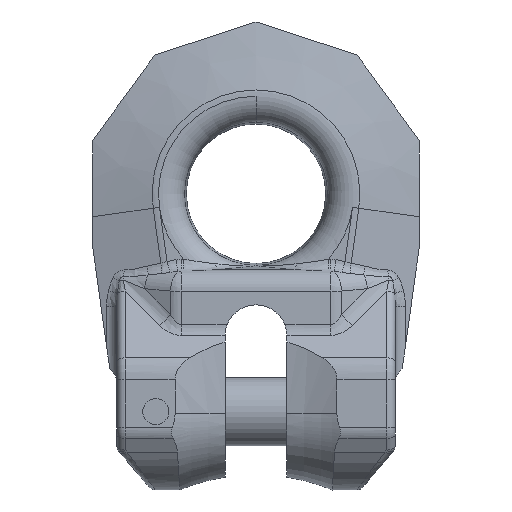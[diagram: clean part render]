
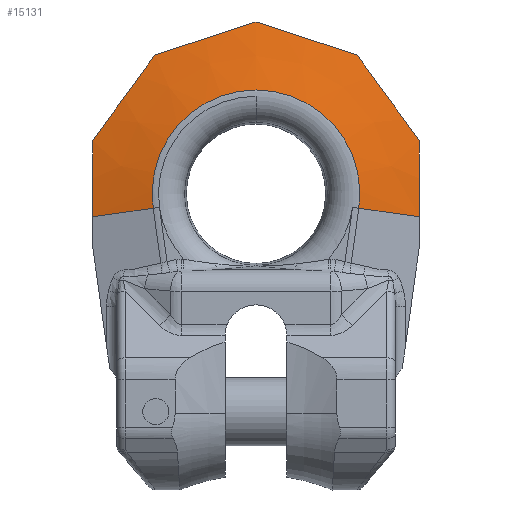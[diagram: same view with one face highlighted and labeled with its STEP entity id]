
A CAD part, front view. The second image highlights one B-rep face of the part: STEP entity #15131.
In plain terms, the highlighted conical face has half-angle 76 degrees and reference radius 31.633 mm.
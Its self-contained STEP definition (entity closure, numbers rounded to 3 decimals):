
#5898=DIRECTION('',(0.961,0.242,-0.135));
#5899=VECTOR('',#5898,14.463);
#5900=CARTESIAN_POINT('',(23.603,-8.072,46.683));
#5901=LINE('',#5900,#5899);
#5944=CARTESIAN_POINT('',(0.,-4.184,89.43));
#5945=CARTESIAN_POINT('',(1.284,-4.288,89.013));
#5946=CARTESIAN_POINT('',(3.853,-4.464,88.178));
#5947=CARTESIAN_POINT('',(7.711,-4.628,86.924));
#5948=CARTESIAN_POINT('',(11.588,-4.683,85.665));
#5949=CARTESIAN_POINT('',(15.466,-4.628,84.405));
#5950=CARTESIAN_POINT('',(19.323,-4.464,83.151));
#5951=CARTESIAN_POINT('',(21.893,-4.288,82.316));
#5952=CARTESIAN_POINT('',(23.176,-4.184,81.899));
#5954=CARTESIAN_POINT('',(23.176,-4.184,81.899));
#5955=CARTESIAN_POINT('',(23.97,-4.288,80.808));
#5956=CARTESIAN_POINT('',(25.558,-4.464,78.622));
#5957=CARTESIAN_POINT('',(27.942,-4.628,75.34));
#5958=CARTESIAN_POINT('',(30.338,-4.683,72.042));
#5959=CARTESIAN_POINT('',(32.735,-4.628,68.743));
#5960=CARTESIAN_POINT('',(35.119,-4.464,65.462));
#5961=CARTESIAN_POINT('',(36.707,-4.288,63.276));
#5962=CARTESIAN_POINT('',(37.5,-4.184,62.184));
#5964=CARTESIAN_POINT('',(37.5,-4.184,62.184));
#5965=CARTESIAN_POINT('',(37.5,-4.295,60.736));
#5966=CARTESIAN_POINT('',(37.5,-4.482,57.837));
#5967=CARTESIAN_POINT('',(37.5,-4.646,53.48));
#5968=CARTESIAN_POINT('',(37.5,-4.683,49.099));
#5969=CARTESIAN_POINT('',(37.5,-4.623,46.186));
#5970=CARTESIAN_POINT('',(37.5,-4.573,44.73));
#5972=CARTESIAN_POINT('',(0.,-8.072,50.));
#5973=DIRECTION('',(0.,1.,0.));
#5974=DIRECTION('',(-0.99,0.,-0.139));
#5975=AXIS2_PLACEMENT_3D('',#5972,#5973,#5974);
#5977=CARTESIAN_POINT('',(-37.5,-4.573,44.73));
#5978=CARTESIAN_POINT('',(-37.5,-4.623,46.186));
#5979=CARTESIAN_POINT('',(-37.5,-4.683,49.099));
#5980=CARTESIAN_POINT('',(-37.5,-4.646,53.48));
#5981=CARTESIAN_POINT('',(-37.5,-4.482,57.837));
#5982=CARTESIAN_POINT('',(-37.5,-4.295,60.737));
#5983=CARTESIAN_POINT('',(-37.5,-4.184,62.184));
#5985=CARTESIAN_POINT('',(-37.5,-4.184,62.184));
#5986=CARTESIAN_POINT('',(-36.707,-4.288,
63.276));
#5987=CARTESIAN_POINT('',(-35.119,-4.464,
65.462));
#5988=CARTESIAN_POINT('',(-32.734,-4.628,
68.744));
#5989=CARTESIAN_POINT('',(-30.338,-4.683,
72.042));
#5990=CARTESIAN_POINT('',(-27.942,-4.628,
75.34));
#5991=CARTESIAN_POINT('',(-25.558,-4.464,
78.622));
#5992=CARTESIAN_POINT('',(-23.969,-4.288,
80.808));
#5993=CARTESIAN_POINT('',(-23.176,-4.184,
81.899));
#5995=CARTESIAN_POINT('',(-23.176,-4.184,
81.899));
#5996=CARTESIAN_POINT('',(-21.893,-4.288,
82.316));
#5997=CARTESIAN_POINT('',(-19.323,-4.464,
83.151));
#5998=CARTESIAN_POINT('',(-15.465,-4.628,
84.405));
#5999=CARTESIAN_POINT('',(-11.588,-4.683,
85.665));
#6000=CARTESIAN_POINT('',(-7.711,-4.628,
86.925));
#6001=CARTESIAN_POINT('',(-3.853,-4.464,
88.178));
#6002=CARTESIAN_POINT('',(-1.283,-4.288,
89.013));
#6003=CARTESIAN_POINT('',(0.,-4.184,89.43));
#6017=DIRECTION('',(-0.961,0.242,-0.135));
#6018=VECTOR('',#6017,14.463);
#6019=CARTESIAN_POINT('',(-23.603,-8.072,
46.683));
#6020=LINE('',#6019,#6018);
#6542=CARTESIAN_POINT('',(23.603,-8.072,46.683));
#6544=VERTEX_POINT('',#6542);
#6547=CARTESIAN_POINT('',(-23.603,-8.072,
46.683));
#6548=VERTEX_POINT('',#6547);
#7027=VERTEX_POINT('',#5944);
#7028=VERTEX_POINT('',#5952);
#7029=VERTEX_POINT('',#5962);
#7030=VERTEX_POINT('',#5970);
#7031=VERTEX_POINT('',#5977);
#7032=VERTEX_POINT('',#5983);
#7033=VERTEX_POINT('',#5993);
#15114=CARTESIAN_POINT('',(0.,-6.128,50.));
#15115=DIRECTION('',(0.,1.,0.));
#15116=DIRECTION('',(0.,0.,-1.));
#15117=AXIS2_PLACEMENT_3D('',#15114,#15115,#15116);
#15118=CONICAL_SURFACE('',#15117,31.633,76.);
#15119=ORIENTED_EDGE('',*,*,#8773,.T.);
#15120=ORIENTED_EDGE('',*,*,#8758,.T.);
#15121=ORIENTED_EDGE('',*,*,#8743,.T.);
#15122=ORIENTED_EDGE('',*,*,#15099,.F.);
#15123=ORIENTED_EDGE('',*,*,#14123,.F.);
#15125=ORIENTED_EDGE('',*,*,#15124,.T.);
#15126=ORIENTED_EDGE('',*,*,#8820,.T.);
#15127=ORIENTED_EDGE('',*,*,#8803,.T.);
#15128=ORIENTED_EDGE('',*,*,#8788,.T.);
#15129=EDGE_LOOP('',(#15119,#15120,#15121,#15122,#15123,#15125,#15126,#15127,
#15128));
#15130=FACE_OUTER_BOUND('',#15129,.F.);
#15131=ADVANCED_FACE('',(#15130),#15118,.T.);
#5953=B_SPLINE_CURVE_WITH_KNOTS('',3,(#5944,#5945,#5946,#5947,#5948,#5949,#5950,
#5951,#5952),.UNSPECIFIED.,.F.,.F.,(4,1,1,1,1,1,4),(0.,0.167,
0.333,0.5,0.667,0.833,1.),
.UNSPECIFIED.);
#5963=B_SPLINE_CURVE_WITH_KNOTS('',3,(#5954,#5955,#5956,#5957,#5958,#5959,#5960,
#5961,#5962),.UNSPECIFIED.,.F.,.F.,(4,1,1,1,1,1,4),(0.,0.167,
0.333,0.5,0.667,0.833,1.),
.UNSPECIFIED.);
#5971=B_SPLINE_CURVE_WITH_KNOTS('',3,(#5964,#5965,#5966,#5967,#5968,#5969,
#5970),.UNSPECIFIED.,.F.,.F.,(4,1,1,1,4),(0.,0.25,0.5,0.75,1.),
.UNSPECIFIED.);
#5976=CIRCLE('',#5975,23.835);
#5984=B_SPLINE_CURVE_WITH_KNOTS('',3,(#5977,#5978,#5979,#5980,#5981,#5982,
#5983),.UNSPECIFIED.,.F.,.F.,(4,1,1,1,4),(0.,0.25,0.5,0.75,1.),
.UNSPECIFIED.);
#5994=B_SPLINE_CURVE_WITH_KNOTS('',3,(#5985,#5986,#5987,#5988,#5989,#5990,#5991,
#5992,#5993),.UNSPECIFIED.,.F.,.F.,(4,1,1,1,1,1,4),(0.,0.167,
0.333,0.5,0.667,0.833,1.),
.UNSPECIFIED.);
#6004=B_SPLINE_CURVE_WITH_KNOTS('',3,(#5995,#5996,#5997,#5998,#5999,#6000,#6001,
#6002,#6003),.UNSPECIFIED.,.F.,.F.,(4,1,1,1,1,1,4),(0.,0.167,
0.333,0.5,0.667,0.833,1.),
.UNSPECIFIED.);
#8743=EDGE_CURVE('',#7029,#7030,#5971,.T.);
#8758=EDGE_CURVE('',#7028,#7029,#5963,.T.);
#8773=EDGE_CURVE('',#7027,#7028,#5953,.T.);
#8788=EDGE_CURVE('',#7033,#7027,#6004,.T.);
#8803=EDGE_CURVE('',#7032,#7033,#5994,.T.);
#8820=EDGE_CURVE('',#7031,#7032,#5984,.T.);
#14123=EDGE_CURVE('',#6548,#6544,#5976,.T.);
#15099=EDGE_CURVE('',#6544,#7030,#5901,.T.);
#15124=EDGE_CURVE('',#6548,#7031,#6020,.T.);
